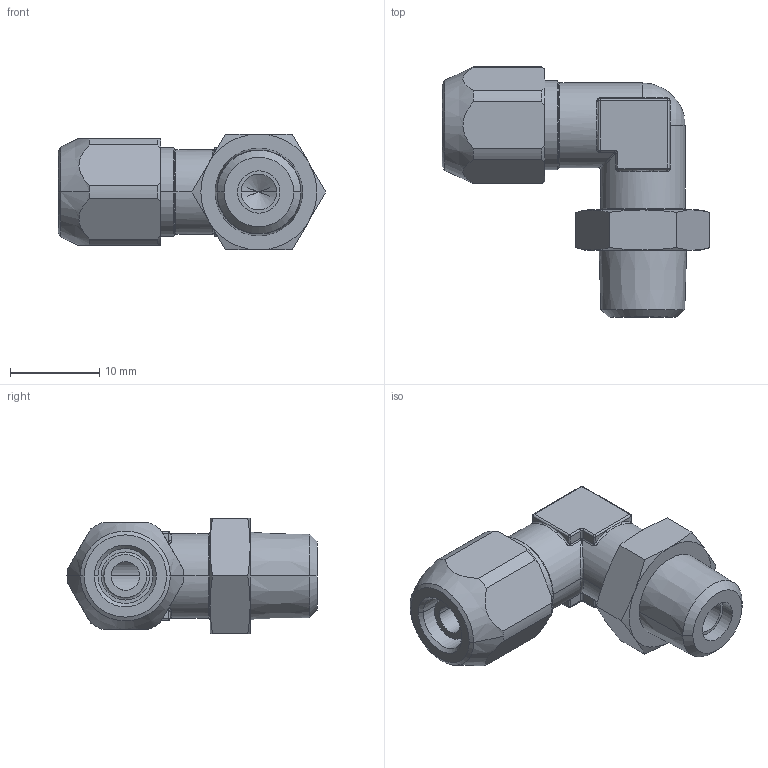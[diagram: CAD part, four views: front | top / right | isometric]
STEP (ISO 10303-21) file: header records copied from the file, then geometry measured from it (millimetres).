
FILE_DESCRIPTION(( 'CX.15.06.18.stp' ), '1');
FILE_NAME( 'CX.15.06.18.stp', '2018-09-04T16:08:33',( 'Sopra'),('sopra-pneumatic.com'), 'SwSTEP 2.0','SolidWorks 2009','' );
FILE_SCHEMA(('CONFIG_CONTROL_DESIGN'));
Length unit declared in the file: millimetre
Products named in the file (1): 361214B_130X4-6-4-1-8KFF
Bounding box: 30.01 x 28.05 x 13 mm (x, y, z)
Volume: 3322.8 mm3; surface area: 2664 mm2
Topology: 1 solids, 1 shells, 185 faces, 415 edges, 235 vertices
Faces by surface type: cylinder 56, cone 40, plane 38, torus 22, bspline 16, sphere 13
Entity records: 6546 total; most frequent: CARTESIAN_POINT 2498, DIRECTION 875, ORIENTED_EDGE 824, EDGE_CURVE 412, AXIS2_PLACEMENT_3D 371, VERTEX_POINT 235, CIRCLE 202, EDGE_LOOP 193
